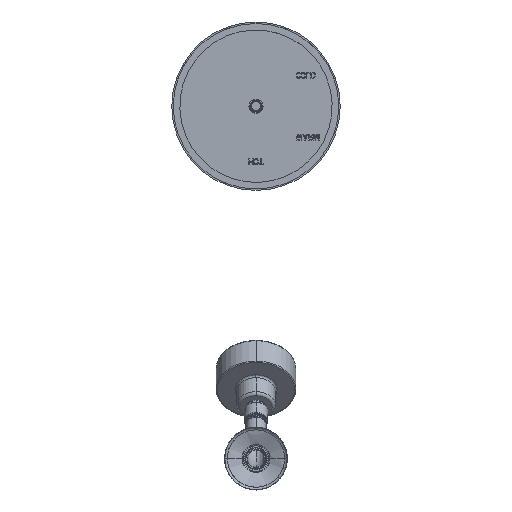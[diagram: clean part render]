
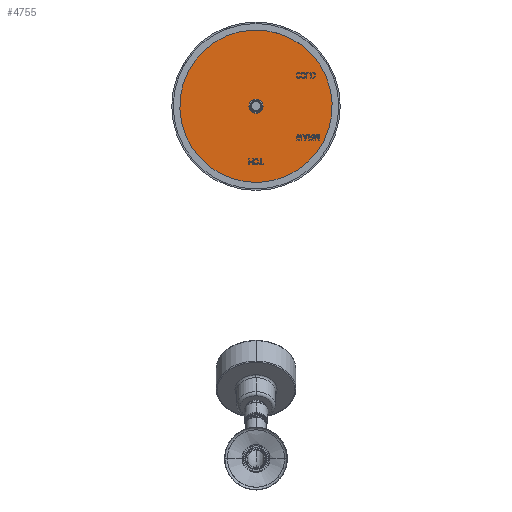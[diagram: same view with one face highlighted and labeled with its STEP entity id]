
A CAD part, top view. The second image highlights one B-rep face of the part: STEP entity #4755.
In plain terms, the highlighted planar face has unit normal (0, 0, 1).
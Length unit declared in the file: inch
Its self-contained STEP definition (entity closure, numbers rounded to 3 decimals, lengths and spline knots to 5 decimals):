
#1070=CARTESIAN_POINT('',(0.,0.,-0.492));
#1071=DIRECTION('',(0.,0.,-1.));
#1072=DIRECTION('',(0.,1.,0.));
#1073=AXIS2_PLACEMENT_3D('',#1070,#1071,#1072);
#1075=CARTESIAN_POINT('',(0.,0.,-0.492));
#1076=DIRECTION('',(0.,0.,1.));
#1077=DIRECTION('',(0.,1.,0.));
#1078=AXIS2_PLACEMENT_3D('',#1075,#1076,#1077);
#1080=CARTESIAN_POINT('',(0.,0.,-0.492));
#1081=DIRECTION('',(0.,0.,1.));
#1082=DIRECTION('',(1.,0.,0.));
#1083=AXIS2_PLACEMENT_3D('',#1080,#1081,#1082);
#1085=CARTESIAN_POINT('',(0.,0.,-0.492));
#1086=DIRECTION('',(0.,0.,1.));
#1087=DIRECTION('',(-1.,0.,0.));
#1088=AXIS2_PLACEMENT_3D('',#1085,#1086,#1087);
#3042=CARTESIAN_POINT('',(0.28125,0.,-0.492));
#3044=VERTEX_POINT('',#3042);
#3046=CARTESIAN_POINT('',(-0.28125,0.,-0.492));
#3048=VERTEX_POINT('',#3046);
#4032=CARTESIAN_POINT('',(0.,3.13,-0.492));
#4033=VERTEX_POINT('',#4032);
#4044=CARTESIAN_POINT('',(0.,-3.13,-0.492));
#4045=VERTEX_POINT('',#4044);
#4740=CARTESIAN_POINT('',(0.,0.,-0.492));
#4741=DIRECTION('',(0.,0.,1.));
#4742=DIRECTION('',(0.,1.,0.));
#4743=AXIS2_PLACEMENT_3D('',#4740,#4741,#4742);
#4744=PLANE('',#4743);
#4745=ORIENTED_EDGE('',*,*,#4722,.T.);
#4746=ORIENTED_EDGE('',*,*,#4733,.F.);
#4747=EDGE_LOOP('',(#4745,#4746));
#4748=FACE_OUTER_BOUND('',#4747,.F.);
#4750=ORIENTED_EDGE('',*,*,#4749,.T.);
#4752=ORIENTED_EDGE('',*,*,#4751,.T.);
#4753=EDGE_LOOP('',(#4750,#4752));
#4754=FACE_BOUND('',#4753,.F.);
#4755=ADVANCED_FACE('',(#4748,#4754),#4744,.T.);
#1074=CIRCLE('',#1073,3.13);
#1079=CIRCLE('',#1078,3.13);
#1084=CIRCLE('',#1083,0.28125);
#1089=CIRCLE('',#1088,0.28125);
#4722=EDGE_CURVE('',#4033,#4045,#1074,.T.);
#4733=EDGE_CURVE('',#4033,#4045,#1079,.T.);
#4749=EDGE_CURVE('',#3044,#3048,#1084,.T.);
#4751=EDGE_CURVE('',#3048,#3044,#1089,.T.);
